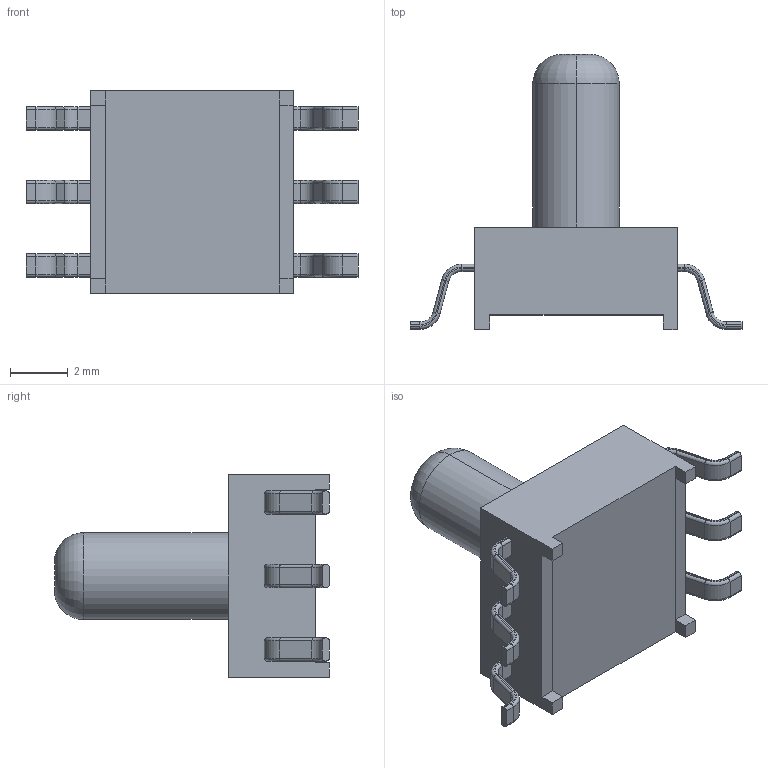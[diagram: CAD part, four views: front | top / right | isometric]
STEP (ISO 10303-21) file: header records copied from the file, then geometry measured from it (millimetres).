
FILE_DESCRIPTION (( 'STEP AP214' ), '1' );
FILE_NAME ('XGZP160040S.step', '2023-12-18T08:52:34', ( '' ), ( '' ), 'SwSTEP 2.0', 'SolidWorks 2021', '' );
FILE_SCHEMA (( 'AUTOMOTIVE_DESIGN' ));
Length unit declared in the file: millimetre
Products named in the file (1): XGZP160040S
Bounding box: 11.47 x 9.5 x 7 mm (x, y, z)
Volume: 192.1 mm3; surface area: 283.7 mm2
Topology: 7 solids, 7 shells, 353 faces, 781 edges, 456 vertices
Faces by surface type: plane 165, cylinder 138, torus 50
Entity records: 10196 total; most frequent: DIRECTION 1817, CARTESIAN_POINT 1591, ORIENTED_EDGE 1562, EDGE_CURVE 781, AXIS2_PLACEMENT_3D 682, VERTEX_POINT 456, LINE 453, VECTOR 453
